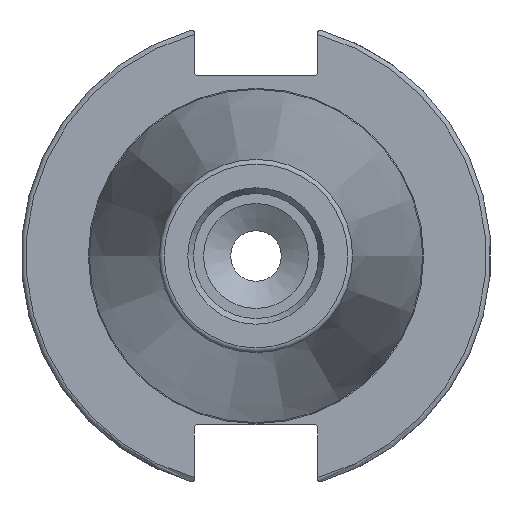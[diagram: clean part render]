
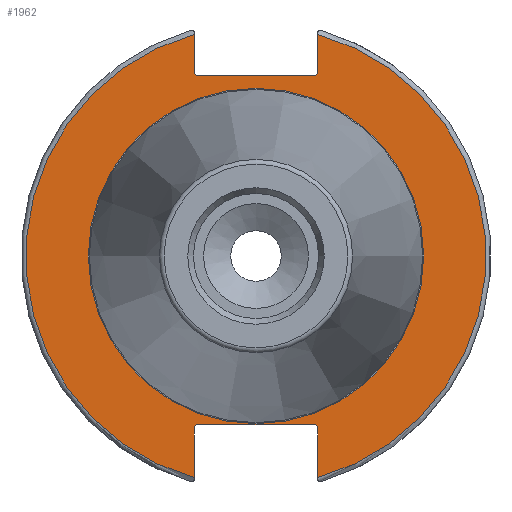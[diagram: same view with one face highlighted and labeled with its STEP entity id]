
A CAD part, left-side view. The second image highlights one B-rep face of the part: STEP entity #1962.
In plain terms, the highlighted planar face has unit normal (-1, 0, 0).
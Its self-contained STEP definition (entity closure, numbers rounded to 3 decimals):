
#432=FACE_BOUND('',#671,.T.);
#460=CIRCLE('',#2206,35.125);
#462=CIRCLE('',#2209,48.213);
#463=CIRCLE('',#2210,48.213);
#568=FACE_OUTER_BOUND('',#670,.T.);
#670=EDGE_LOOP('',(#1472,#1473,#1474,#1475,#1476,#1477,#1478,#1479,#1480,
#1481,#1482,#1483));
#671=EDGE_LOOP('',(#1484));
#782=LINE('',#3050,#903);
#783=LINE('',#3052,#904);
#784=LINE('',#3054,#905);
#785=LINE('',#3056,#906);
#786=LINE('',#3058,#907);
#787=LINE('',#3062,#908);
#788=LINE('',#3064,#909);
#789=LINE('',#3066,#910);
#790=LINE('',#3068,#911);
#791=LINE('',#3069,#912);
#903=VECTOR('',#2488,10.);
#904=VECTOR('',#2489,10.);
#905=VECTOR('',#2490,10.);
#906=VECTOR('',#2491,10.);
#907=VECTOR('',#2492,10.);
#908=VECTOR('',#2495,10.);
#909=VECTOR('',#2496,10.);
#910=VECTOR('',#2497,10.);
#911=VECTOR('',#2498,10.);
#912=VECTOR('',#2499,10.);
#1029=VERTEX_POINT('',#3041);
#1030=VERTEX_POINT('',#3046);
#1031=VERTEX_POINT('',#3047);
#1032=VERTEX_POINT('',#3049);
#1033=VERTEX_POINT('',#3051);
#1034=VERTEX_POINT('',#3053);
#1035=VERTEX_POINT('',#3055);
#1036=VERTEX_POINT('',#3057);
#1037=VERTEX_POINT('',#3059);
#1038=VERTEX_POINT('',#3061);
#1039=VERTEX_POINT('',#3063);
#1040=VERTEX_POINT('',#3065);
#1041=VERTEX_POINT('',#3067);
#1199=EDGE_CURVE('',#1029,#1029,#460,.T.);
#1201=EDGE_CURVE('',#1030,#1031,#462,.T.);
#1202=EDGE_CURVE('',#1030,#1032,#782,.T.);
#1203=EDGE_CURVE('',#1033,#1032,#783,.T.);
#1204=EDGE_CURVE('',#1033,#1034,#784,.T.);
#1205=EDGE_CURVE('',#1035,#1034,#785,.T.);
#1206=EDGE_CURVE('',#1035,#1036,#786,.T.);
#1207=EDGE_CURVE('',#1037,#1036,#463,.T.);
#1208=EDGE_CURVE('',#1037,#1038,#787,.T.);
#1209=EDGE_CURVE('',#1039,#1038,#788,.T.);
#1210=EDGE_CURVE('',#1039,#1040,#789,.T.);
#1211=EDGE_CURVE('',#1041,#1040,#790,.T.);
#1212=EDGE_CURVE('',#1041,#1031,#791,.T.);
#1472=ORIENTED_EDGE('',*,*,#1201,.F.);
#1473=ORIENTED_EDGE('',*,*,#1202,.T.);
#1474=ORIENTED_EDGE('',*,*,#1203,.F.);
#1475=ORIENTED_EDGE('',*,*,#1204,.T.);
#1476=ORIENTED_EDGE('',*,*,#1205,.F.);
#1477=ORIENTED_EDGE('',*,*,#1206,.T.);
#1478=ORIENTED_EDGE('',*,*,#1207,.F.);
#1479=ORIENTED_EDGE('',*,*,#1208,.T.);
#1480=ORIENTED_EDGE('',*,*,#1209,.F.);
#1481=ORIENTED_EDGE('',*,*,#1210,.T.);
#1482=ORIENTED_EDGE('',*,*,#1211,.F.);
#1483=ORIENTED_EDGE('',*,*,#1212,.T.);
#1484=ORIENTED_EDGE('',*,*,#1199,.F.);
#1904=PLANE('',#2208);
#1962=ADVANCED_FACE('',(#568,#432),#1904,.T.);
#2206=AXIS2_PLACEMENT_3D('',#3043,#2480,#2481);
#2208=AXIS2_PLACEMENT_3D('',#3045,#2484,#2485);
#2209=AXIS2_PLACEMENT_3D('',#3048,#2486,#2487);
#2210=AXIS2_PLACEMENT_3D('',#3060,#2493,#2494);
#2480=DIRECTION('center_axis',(-1.,0.,0.));
#2481=DIRECTION('ref_axis',(0.,-1.,0.));
#2484=DIRECTION('center_axis',(-1.,0.,0.));
#2485=DIRECTION('ref_axis',(0.,0.,1.));
#2486=DIRECTION('center_axis',(1.,0.,0.));
#2487=DIRECTION('ref_axis',(0.,-1.,0.));
#2488=DIRECTION('',(0.,0.,-1.));
#2489=DIRECTION('',(0.,-0.707,0.707));
#2490=DIRECTION('',(0.,1.,0.));
#2491=DIRECTION('',(0.,-0.707,-0.707));
#2492=DIRECTION('',(0.,0.,1.));
#2493=DIRECTION('center_axis',(1.,0.,0.));
#2494=DIRECTION('ref_axis',(0.,1.,0.));
#2495=DIRECTION('',(0.,0.,1.));
#2496=DIRECTION('',(0.,0.707,-0.707));
#2497=DIRECTION('',(0.,-1.,0.));
#2498=DIRECTION('',(0.,0.707,0.707));
#2499=DIRECTION('',(0.,0.,-1.));
#3041=CARTESIAN_POINT('',(3.175,0.,35.125));
#3043=CARTESIAN_POINT('Origin',(3.175,0.,0.));
#3045=CARTESIAN_POINT('Origin',(3.175,49.213,0.));
#3046=CARTESIAN_POINT('',(3.175,-12.95,46.441));
#3047=CARTESIAN_POINT('',(3.175,-12.95,-46.441));
#3048=CARTESIAN_POINT('Origin',(3.175,0.,0.));
#3049=CARTESIAN_POINT('',(3.175,-12.95,38.219));
#3050=CARTESIAN_POINT('',(3.175,-12.95,18.86));
#3051=CARTESIAN_POINT('',(3.175,-12.45,37.719));
#3052=CARTESIAN_POINT('',(3.175,12.27,12.999));
#3053=CARTESIAN_POINT('',(3.175,12.45,37.719));
#3054=CARTESIAN_POINT('',(3.175,24.606,37.719));
#3055=CARTESIAN_POINT('',(3.175,12.95,38.219));
#3056=CARTESIAN_POINT('',(3.175,12.336,37.605));
#3057=CARTESIAN_POINT('',(3.175,12.95,46.441));
#3058=CARTESIAN_POINT('',(3.175,12.95,18.86));
#3059=CARTESIAN_POINT('',(3.175,12.95,-46.441));
#3060=CARTESIAN_POINT('Origin',(3.175,0.,0.));
#3061=CARTESIAN_POINT('',(3.175,12.95,-35.806));
#3062=CARTESIAN_POINT('',(3.175,12.95,-17.653));
#3063=CARTESIAN_POINT('',(3.175,12.45,-35.306));
#3064=CARTESIAN_POINT('',(3.175,12.939,-35.795));
#3065=CARTESIAN_POINT('',(3.175,-12.45,-35.306));
#3066=CARTESIAN_POINT('',(3.175,24.606,-35.306));
#3067=CARTESIAN_POINT('',(3.175,-12.95,-35.806));
#3068=CARTESIAN_POINT('',(3.175,11.667,-11.189));
#3069=CARTESIAN_POINT('',(3.175,-12.95,-17.653));
